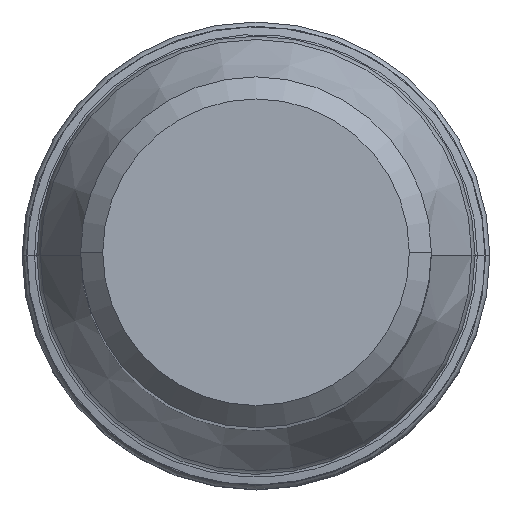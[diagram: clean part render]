
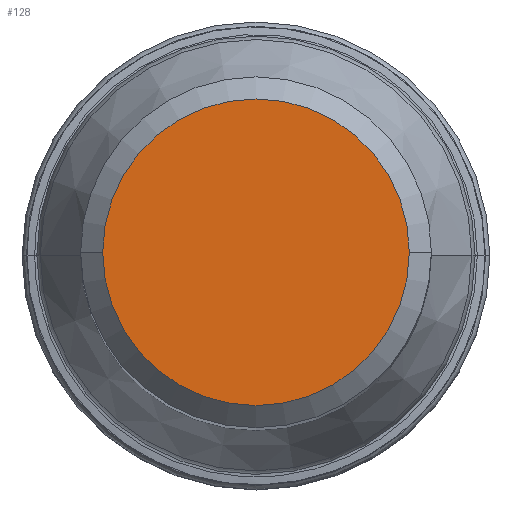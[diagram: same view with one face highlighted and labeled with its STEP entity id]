
A CAD part, top view. The second image highlights one B-rep face of the part: STEP entity #128.
In plain terms, the highlighted planar face has unit normal (0, 0, 1).
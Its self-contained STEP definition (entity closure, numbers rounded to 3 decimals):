
#32=PLANE('',#1134);
#128=ADVANCED_FACE('',(#200),#32,.F.);
#200=FACE_OUTER_BOUND('',#258,.T.);
#258=EDGE_LOOP('',(#446,#447,#448,#449));
#446=ORIENTED_EDGE('',*,*,#718,.T.);
#447=ORIENTED_EDGE('',*,*,#719,.T.);
#448=ORIENTED_EDGE('',*,*,#720,.T.);
#449=ORIENTED_EDGE('',*,*,#721,.T.);
#599=VERTEX_POINT('',#2354);
#600=VERTEX_POINT('',#2355);
#601=VERTEX_POINT('',#2357);
#602=VERTEX_POINT('',#2359);
#718=EDGE_CURVE('',#599,#600,#856,.T.);
#719=EDGE_CURVE('',#600,#601,#857,.T.);
#720=EDGE_CURVE('',#601,#602,#858,.T.);
#721=EDGE_CURVE('',#602,#599,#859,.T.);
#856=CIRCLE('',#1130,8.325);
#857=CIRCLE('',#1131,8.325);
#858=CIRCLE('',#1132,8.325);
#859=CIRCLE('',#1133,8.325);
#1130=AXIS2_PLACEMENT_3D('',#2353,#1373,#1374);
#1131=AXIS2_PLACEMENT_3D('',#2356,#1375,#1376);
#1132=AXIS2_PLACEMENT_3D('',#2358,#1377,#1378);
#1133=AXIS2_PLACEMENT_3D('',#2360,#1379,#1380);
#1134=AXIS2_PLACEMENT_3D('',#2361,#1381,#1382);
#1373=DIRECTION('',(0.,0.,1.));
#1374=DIRECTION('',(0.,1.,0.));
#1375=DIRECTION('',(0.,0.,1.));
#1376=DIRECTION('',(-1.,0.,0.));
#1377=DIRECTION('',(0.,0.,1.));
#1378=DIRECTION('',(0.,-1.,0.));
#1379=DIRECTION('',(0.,0.,1.));
#1380=DIRECTION('',(1.,0.,0.));
#1381=DIRECTION('',(0.,0.,-1.));
#1382=DIRECTION('',(-1.,0.,0.));
#2353=CARTESIAN_POINT('',(0.,0.,38.04));
#2354=CARTESIAN_POINT('',(0.,8.325,38.04));
#2355=CARTESIAN_POINT('',(-8.325,0.,38.04));
#2356=CARTESIAN_POINT('',(0.,0.,38.04));
#2357=CARTESIAN_POINT('',(0.,-8.325,38.04));
#2358=CARTESIAN_POINT('',(0.,0.,38.04));
#2359=CARTESIAN_POINT('',(8.325,0.,38.04));
#2360=CARTESIAN_POINT('',(0.,0.,38.04));
#2361=CARTESIAN_POINT('',(0.,0.,38.04));
